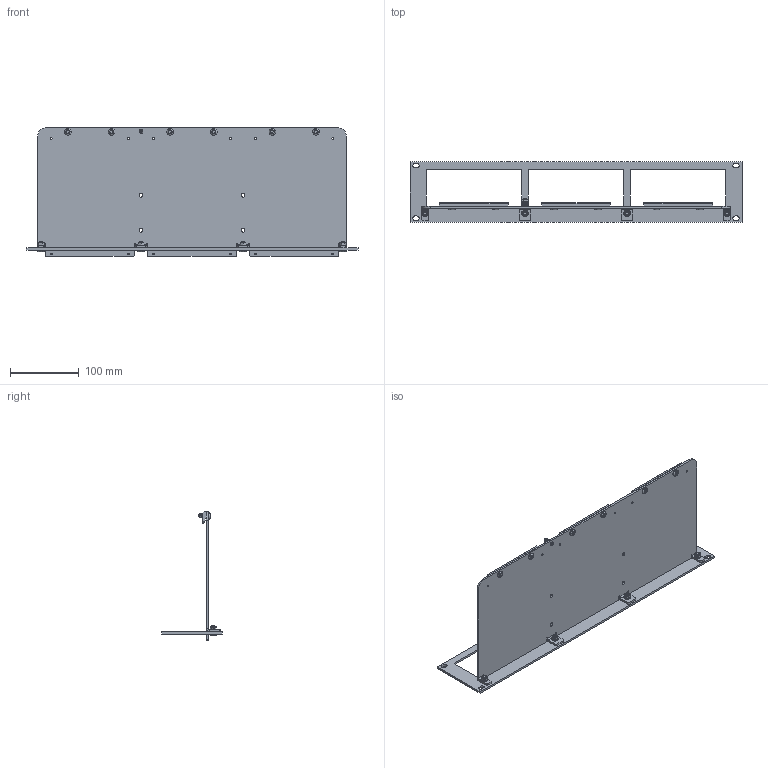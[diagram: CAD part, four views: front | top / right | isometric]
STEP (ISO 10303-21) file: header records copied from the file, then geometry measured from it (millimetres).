
FILE_DESCRIPTION (( 'STEP AP214' ), '1' );
FILE_NAME ('11212290 A-STEP.STEP', '2024-05-23T14:25:39', ( '' ), ( '' ), 'SwSTEP 2.0', 'SolidWorks 2022', '' );
FILE_SCHEMA (( 'AUTOMOTIVE_DESIGN' ));
Length unit declared in the file: millimetre
Products named in the file (1): 11212290  A-STEP
Bounding box: 482.6 x 88 x 187.32 mm (x, y, z)
Volume: 330690.8 mm3; surface area: 235896.7 mm2
Topology: 26 solids, 26 shells, 1168 faces, 2998 edges, 1908 vertices
Faces by surface type: plane 448, cylinder 300, cone 226, bspline 172, torus 22
Entity records: 55411 total; most frequent: CARTESIAN_POINT 15519, ORIENTED_EDGE 5996, DIRECTION 5046, EDGE_CURVE 2998, AXIS2_PLACEMENT_3D 1959, VERTEX_POINT 1908, EDGE_LOOP 1300, UNCERTAINTY_MEASURE_WITH_UNIT 1196
